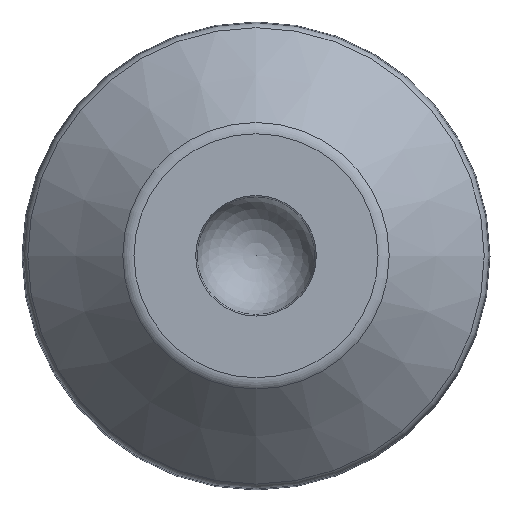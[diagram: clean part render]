
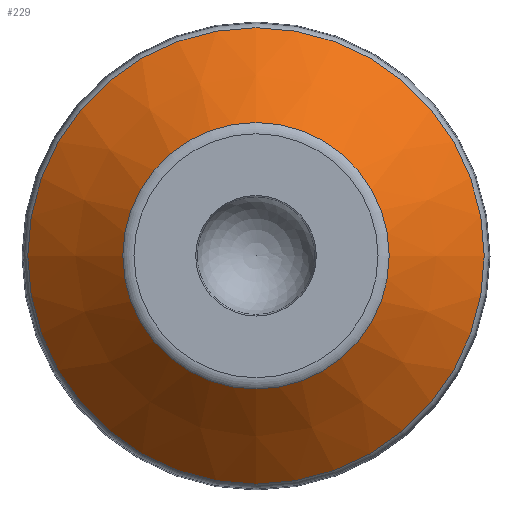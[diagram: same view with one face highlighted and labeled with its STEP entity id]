
A CAD part, top view. The second image highlights one B-rep face of the part: STEP entity #229.
In plain terms, the highlighted conical face has half-angle 45 degrees and reference radius 16.795 mm.
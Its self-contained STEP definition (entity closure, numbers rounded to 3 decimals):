
#19=CONICAL_SURFACE('',#277,16.795,0.785);
#35=FACE_OUTER_BOUND('',#50,.T.);
#50=EDGE_LOOP('',(#187,#188,#189,#190,#191,#192));
#61=LINE('',#425,#67);
#67=VECTOR('',#345,16.795);
#83=CIRCLE('',#275,28.773);
#84=CIRCLE('',#276,28.773);
#85=CIRCLE('',#278,16.795);
#86=CIRCLE('',#279,16.795);
#109=VERTEX_POINT('',#418);
#110=VERTEX_POINT('',#420);
#111=VERTEX_POINT('',#424);
#112=VERTEX_POINT('',#426);
#138=EDGE_CURVE('',#109,#110,#83,.T.);
#139=EDGE_CURVE('',#110,#109,#84,.T.);
#140=EDGE_CURVE('',#109,#111,#61,.T.);
#141=EDGE_CURVE('',#111,#112,#85,.T.);
#142=EDGE_CURVE('',#112,#111,#86,.T.);
#187=ORIENTED_EDGE('',*,*,#139,.F.);
#188=ORIENTED_EDGE('',*,*,#138,.F.);
#189=ORIENTED_EDGE('',*,*,#140,.T.);
#190=ORIENTED_EDGE('',*,*,#141,.T.);
#191=ORIENTED_EDGE('',*,*,#142,.T.);
#192=ORIENTED_EDGE('',*,*,#140,.F.);
#229=ADVANCED_FACE('',(#35),#19,.T.);
#275=AXIS2_PLACEMENT_3D('',#421,#339,#340);
#276=AXIS2_PLACEMENT_3D('',#422,#341,#342);
#277=AXIS2_PLACEMENT_3D('',#423,#343,#344);
#278=AXIS2_PLACEMENT_3D('',#427,#346,#347);
#279=AXIS2_PLACEMENT_3D('',#428,#348,#349);
#339=DIRECTION('center_axis',(0.,0.,-1.));
#340=DIRECTION('ref_axis',(0.,1.,0.));
#341=DIRECTION('center_axis',(0.,0.,-1.));
#342=DIRECTION('ref_axis',(0.,1.,0.));
#343=DIRECTION('center_axis',(0.,0.,-1.));
#344=DIRECTION('ref_axis',(0.,1.,0.));
#345=DIRECTION('',(0.,0.707,0.707));
#346=DIRECTION('center_axis',(0.,0.,-1.));
#347=DIRECTION('ref_axis',(0.,1.,0.));
#348=DIRECTION('center_axis',(0.,0.,-1.));
#349=DIRECTION('ref_axis',(0.,1.,0.));
#418=CARTESIAN_POINT('',(0.,-28.773,5.437));
#420=CARTESIAN_POINT('',(0.,28.773,5.437));
#421=CARTESIAN_POINT('Origin',(0.,0.,5.437));
#422=CARTESIAN_POINT('Origin',(0.,0.,5.437));
#423=CARTESIAN_POINT('Origin',(0.,0.,17.414));
#424=CARTESIAN_POINT('',(0.,-16.795,17.414));
#425=CARTESIAN_POINT('',(0.,-16.795,17.414));
#426=CARTESIAN_POINT('',(0.,16.795,17.414));
#427=CARTESIAN_POINT('Origin',(0.,0.,17.414));
#428=CARTESIAN_POINT('Origin',(0.,0.,17.414));
